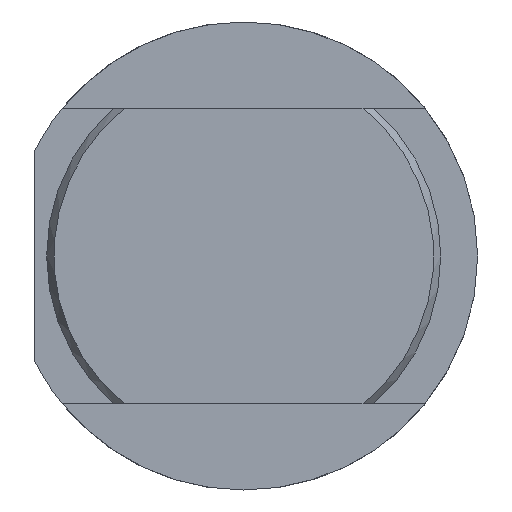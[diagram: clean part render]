
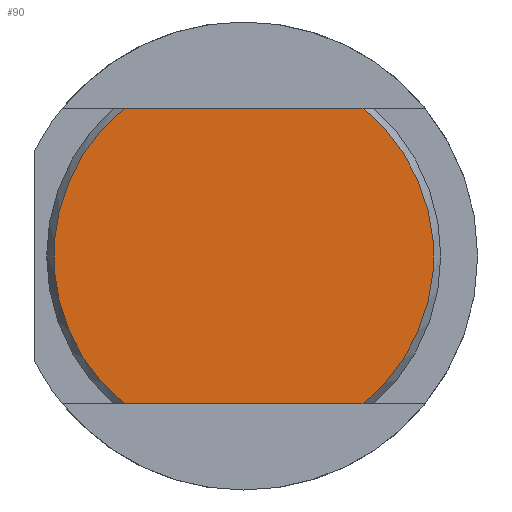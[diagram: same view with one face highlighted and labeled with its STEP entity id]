
A CAD part, left-side view. The second image highlights one B-rep face of the part: STEP entity #90.
In plain terms, the highlighted planar face has unit normal (-1, 0, 0).
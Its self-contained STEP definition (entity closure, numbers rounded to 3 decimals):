
#90 = ADVANCED_FACE ( 'NONE', ( #772 ), #3374, .F. ) ;
#253 = AXIS2_PLACEMENT_3D ( 'NONE', #3362, #3383, #3382 ) ;
#348 = EDGE_CURVE ( 'NONE', #3252, #3218, #1040, .T. ) ;
#672 = EDGE_CURVE ( 'NONE', #3184, #3218, #2843, .T. ) ;
#673 = EDGE_CURVE ( 'NONE', #3184, #3329, #2840, .T. ) ;
#676 = EDGE_CURVE ( 'NONE', #3252, #3329, #3710, .T. ) ;
#772 = FACE_OUTER_BOUND ( 'NONE', #1412, .T. ) ;
#1040 = CIRCLE ( 'NONE', #2972, 7.711 ) ;
#1306 = ORIENTED_EDGE ( 'NONE', *, *, #676, .F. ) ;
#1402 = ORIENTED_EDGE ( 'NONE', *, *, #672, .F. ) ;
#1410 = ORIENTED_EDGE ( 'NONE', *, *, #673, .T. ) ;
#1412 = EDGE_LOOP ( 'NONE', ( #1410, #1306, #1413, #1402 ) ) ;
#1413 = ORIENTED_EDGE ( 'NONE', *, *, #348, .T. ) ;
#1969 = CARTESIAN_POINT ( 'NONE',  ( 0., 0., 0. ) ) ;
#1973 = DIRECTION ( 'NONE',  ( -1., 0., 0. ) ) ;
#1974 = DIRECTION ( 'NONE',  ( 0., 0., -1. ) ) ;
#2518 = CARTESIAN_POINT ( 'NONE',  ( 0., 0., 0. ) ) ;
#2530 = CARTESIAN_POINT ( 'NONE',  ( 0., 7.365, -6. ) ) ;
#2531 = DIRECTION ( 'NONE',  ( 0., 1., 0. ) ) ;
#2533 = DIRECTION ( 'NONE',  ( -1., 0., 0. ) ) ;
#2534 = DIRECTION ( 'NONE',  ( 0., 0., -1. ) ) ;
#2535 = CARTESIAN_POINT ( 'NONE',  ( 0., 7.365, 6. ) ) ;
#2536 = DIRECTION ( 'NONE',  ( 0., -1., 0. ) ) ;
#2622 = CARTESIAN_POINT ( 'NONE',  ( 0., -4.844, -6. ) ) ;
#2644 = CARTESIAN_POINT ( 'NONE',  ( 0., 4.844, -6. ) ) ;
#2675 = CARTESIAN_POINT ( 'NONE',  ( 0., 4.844, 6. ) ) ;
#2713 = CARTESIAN_POINT ( 'NONE',  ( 0., -4.844, 6. ) ) ;
#2832 = VECTOR ( 'NONE', #2531, 1000. ) ;
#2840 = CIRCLE ( 'NONE', #3059, 7.711 ) ;
#2843 = LINE ( 'NONE', #2530, #2832 ) ;
#2844 = VECTOR ( 'NONE', #2536, 1000. ) ;
#2972 = AXIS2_PLACEMENT_3D ( 'NONE', #1969, #1973, #1974 ) ;
#3059 = AXIS2_PLACEMENT_3D ( 'NONE', #2518, #2533, #2534 ) ;
#3184 = VERTEX_POINT ( 'NONE', #2622 ) ;
#3218 = VERTEX_POINT ( 'NONE', #2644 ) ;
#3252 = VERTEX_POINT ( 'NONE', #2675 ) ;
#3329 = VERTEX_POINT ( 'NONE', #2713 ) ;
#3362 = CARTESIAN_POINT ( 'NONE',  ( 0., 0., 0. ) ) ;
#3374 = PLANE ( 'NONE',  #253 ) ;
#3382 = DIRECTION ( 'NONE',  ( 0., 0., -1. ) ) ;
#3383 = DIRECTION ( 'NONE',  ( 1., 0., 0. ) ) ;
#3710 = LINE ( 'NONE', #2535, #2844 ) ;
